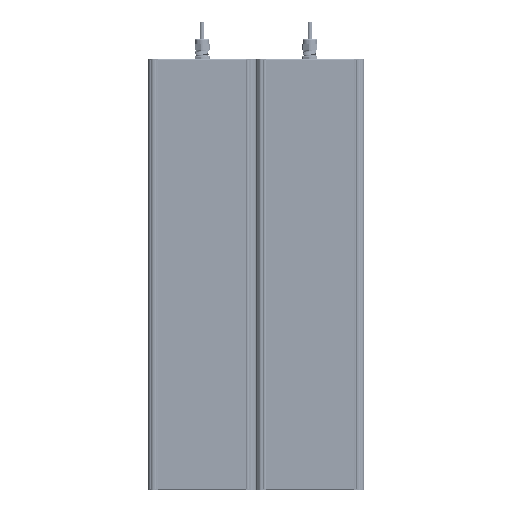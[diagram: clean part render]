
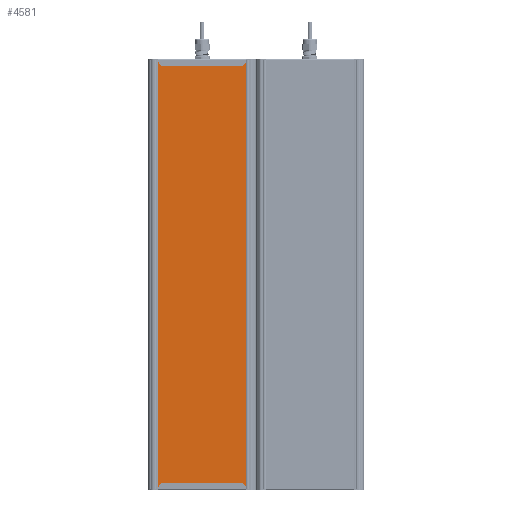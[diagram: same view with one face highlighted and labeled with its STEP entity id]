
A CAD part, front view. The second image highlights one B-rep face of the part: STEP entity #4581.
In plain terms, the highlighted face is planar.
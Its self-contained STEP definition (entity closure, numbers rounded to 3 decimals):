
#4581=ADVANCED_FACE('',(#8586),#8588,.T.);
#8586=FACE_BOUND('',#8587,.T.);
#8587=EDGE_LOOP('',(#41584,#41585,#41586,#41587));
#8588=PLANE('',#8589);
#8589=AXIS2_PLACEMENT_3D('',#8590,#8591,#8592);
#8590=CARTESIAN_POINT('',(2111.497,401.002,-34.582));
#8591=DIRECTION('',(0.,0.,-1.));
#8592=DIRECTION('',(0.,1.,0.));
#41584=ORIENTED_EDGE('',*,*,#49022,.F.);
#41585=ORIENTED_EDGE('',*,*,#49021,.T.);
#41586=ORIENTED_EDGE('',*,*,#49023,.F.);
#41587=ORIENTED_EDGE('',*,*,#49013,.F.);
#49013=EDGE_CURVE('',#54041,#54044,#54045,.T.);
#49021=EDGE_CURVE('',#54054,#54056,#54058,.T.);
#49022=EDGE_CURVE('',#54054,#54041,#54059,.T.);
#49023=EDGE_CURVE('',#54044,#54056,#54060,.T.);
#54041=VERTEX_POINT('',#63717);
#54044=VERTEX_POINT('',#63722);
#54045=LINE('',#63723,#63724);
#54054=VERTEX_POINT('',#63744);
#54056=VERTEX_POINT('',#63748);
#54058=LINE('',#63752,#63753);
#54059=LINE('',#63755,#63756);
#54060=LINE('',#63758,#63759);
#63717=CARTESIAN_POINT('',(2111.497,401.002,-34.582));
#63722=CARTESIAN_POINT('',(2857.497,401.002,-34.582));
#63723=CARTESIAN_POINT('',(2111.497,401.002,-34.582));
#63724=VECTOR('',#63725,1.);
#63725=DIRECTION('',(1.,0.,0.));
#63744=CARTESIAN_POINT('',(2111.497,565.13,-34.582));
#63748=CARTESIAN_POINT('',(2857.497,565.13,-34.582));
#63752=CARTESIAN_POINT('',(2111.497,565.13,-34.582));
#63753=VECTOR('',#63754,1.);
#63754=DIRECTION('',(1.,0.,0.));
#63755=CARTESIAN_POINT('',(2111.497,565.13,-34.582));
#63756=VECTOR('',#63757,1.);
#63757=DIRECTION('',(0.,-1.,0.));
#63758=CARTESIAN_POINT('',(2857.497,401.002,-34.582));
#63759=VECTOR('',#63760,1.);
#63760=DIRECTION('',(0.,1.,0.));
